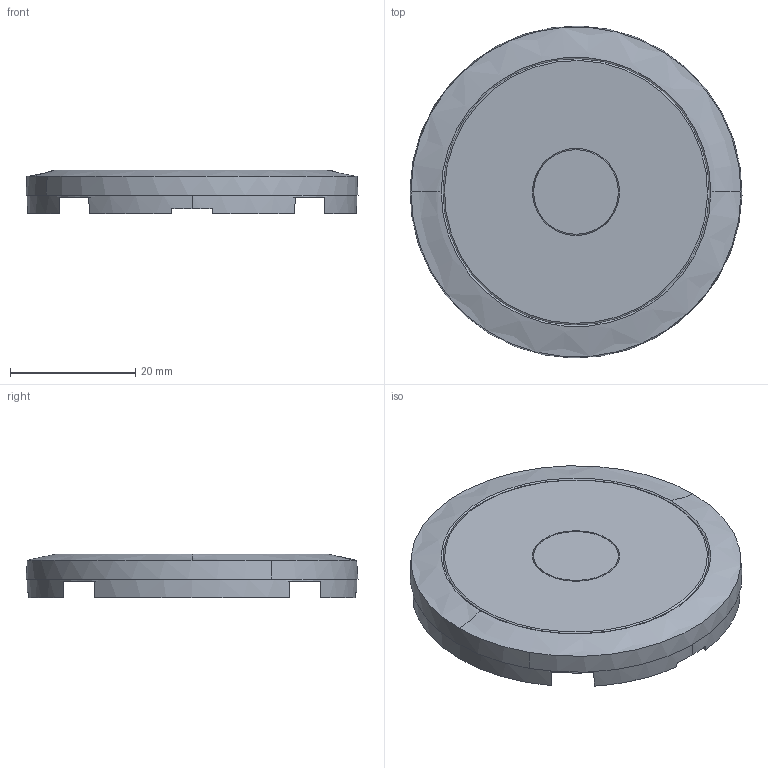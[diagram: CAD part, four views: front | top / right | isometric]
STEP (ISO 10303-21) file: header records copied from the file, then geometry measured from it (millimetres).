
FILE_DESCRIPTION(('CATIA V5 STEP Exchange','CAx-IF Rec.Pracs.--- Model Styling and Organization---1.5--- 2016-08-15','CAx-IF Rec.Pracs.---Supplemental Geometry---1.0---2011-11-01','CAx-IF Rec.Pracs.--- Composite Materials ---1.1---2010-07-15'),'2;1');
FILE_NAME('CB0003s.stp','2023-10-04T12:55:43+00:00',('none'),('none'),'CATIA Version 5-6 Release 2020 SP3','CATIA V5 STEP AP214 v2','none');
FILE_SCHEMA(('AUTOMOTIVE_DESIGN { 1 0 10303 214 1 1 1 1 }'));
Length unit declared in the file: millimetre
Products named in the file (3): CB0003 ; A024774_A; EH00888_A
Assembly tree (2 placements, depth 2):
  CB0003 
    A024774_A
    EH00888_A
Bounding box: 52.99 x 52.99 x 7 mm (x, y, z)
Volume: 3975 mm3; surface area: 6302.1 mm2
Topology: 2 solids, 2 shells, 191 faces, 492 edges, 306 vertices
Faces by surface type: plane 85, cone 50, bspline 24, cylinder 10, torus 10, sphere 8, revolution 4
Entity records: 7262 total; most frequent: CARTESIAN_POINT 3344, ORIENTED_EDGE 968, DIRECTION 490, EDGE_CURVE 484, VERTEX_POINT 306, AXIS2_PLACEMENT_3D 246, B_SPLINE_CURVE_WITH_KNOTS 210, EDGE_LOOP 202
